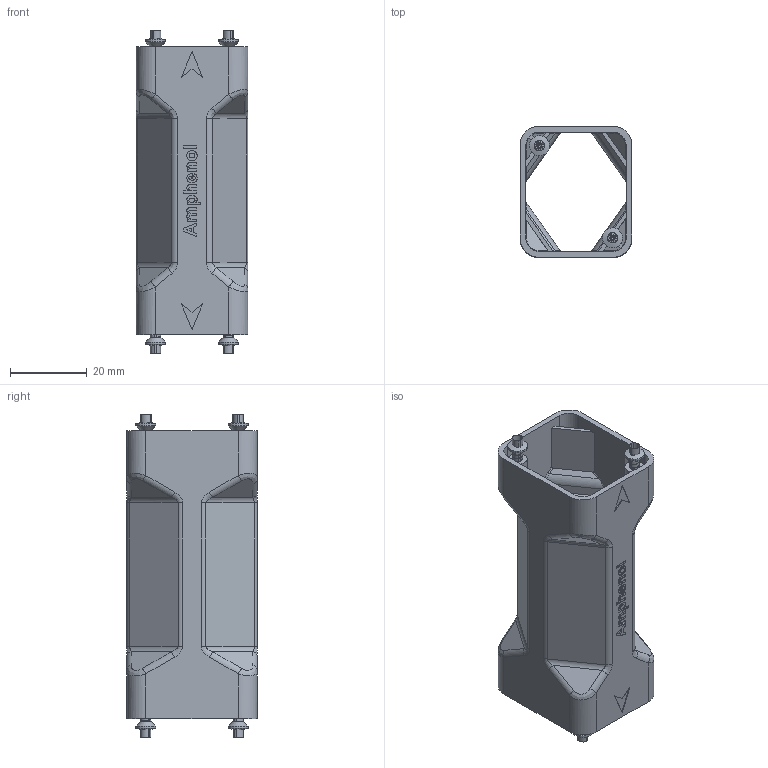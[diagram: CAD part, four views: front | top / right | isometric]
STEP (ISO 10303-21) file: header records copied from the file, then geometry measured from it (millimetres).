
FILE_DESCRIPTION(/* description */ ('','CAx-IF Rec.Pracs.---Representation and Presentation of Product Manufacturing Information (PMI)---4.0---2014-10-13'),/* implementation_level */ '2;1');
FILE_NAME(/* name */ 'AC-D-ADAPTER.stp',/* time_stamp */ '2019-04-23T16:33:19+10:00',/* author */ ('thien'),/* organization */ (''),/* preprocessor_version */ 'ST-DEVELOPER v17',/* originating_system */ 'Autodesk Inventor 2018',/* authorisation */ '');
FILE_SCHEMA (('AP242_MANAGED_MODEL_BASED_3D_ENGINEERING_MIM_LF { 1 0 10303 442 1 1 4 }'));
Products named in the file (3): AC-D-ADAPTER; 53480112-531; 52500011-330
Assembly tree (5 placements, depth 2):
  AC-D-ADAPTER
    53480112-531
    52500011-330  x4
Bounding box: 29.1 x 34.1 x 84.05 mm (x, y, z)
Volume: 13508.9 mm3; surface area: 19467.3 mm2
Topology: 5 solids, 17 shells, 1762 faces, 4568 edges, 2856 vertices
Faces by surface type: bspline 968, cylinder 344, plane 310, cone 136, sphere 4
Full cylindrical faces by diameter (mm): 2 x4, 2.5 x4, 5.2 x4
Entity records: 47455 total; most frequent: CARTESIAN_POINT 29697, ORIENTED_EDGE 4198, DIRECTION 2587, EDGE_CURVE 2109, VERTEX_POINT 1338, LINE 899, VECTOR 899, EDGE_LOOP 848
